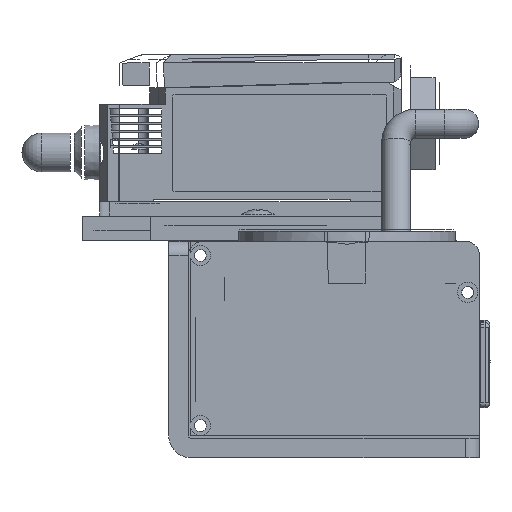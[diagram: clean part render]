
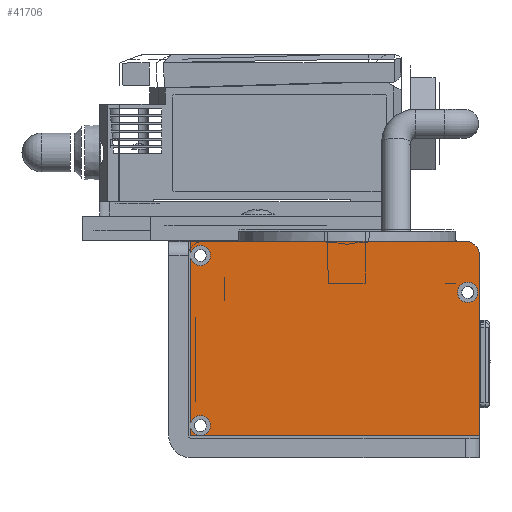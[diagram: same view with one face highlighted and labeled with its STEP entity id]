
A CAD part, front view. The second image highlights one B-rep face of the part: STEP entity #41706.
In plain terms, the highlighted planar face has unit normal (0, -1, 0).
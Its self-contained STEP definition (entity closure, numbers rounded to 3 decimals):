
#1217=FACE_BOUND('',#8570,.T.);
#3191=PLANE('',#59279);
#5725=FACE_OUTER_BOUND('',#8569,.T.);
#8569=EDGE_LOOP('',(#38633,#38634,#38635,#38636,#38637,#38638,#38639,#38640,
#38641));
#8570=EDGE_LOOP('',(#38642));
#9813=CIRCLE('',#59280,2.075);
#9814=CIRCLE('',#59281,2.075);
#9815=CIRCLE('',#59282,3.);
#9816=CIRCLE('',#59283,2.075);
#15614=VERTEX_POINT('',#93956);
#15615=VERTEX_POINT('',#93957);
#15616=VERTEX_POINT('',#93959);
#15617=VERTEX_POINT('',#93961);
#15618=VERTEX_POINT('',#93963);
#15619=VERTEX_POINT('',#93965);
#15620=VERTEX_POINT('',#93967);
#15621=VERTEX_POINT('',#93969);
#15622=VERTEX_POINT('',#93971);
#15623=VERTEX_POINT('',#93974);
#23899=EDGE_CURVE('',#15614,#15615,#9813,.T.);
#23900=EDGE_CURVE('',#15614,#15616,#48666,.T.);
#23901=EDGE_CURVE('',#15617,#15616,#9814,.T.);
#23902=EDGE_CURVE('',#15617,#15618,#48667,.T.);
#23903=EDGE_CURVE('',#15618,#15619,#48668,.T.);
#23904=EDGE_CURVE('',#15619,#15620,#48669,.T.);
#23905=EDGE_CURVE('',#15621,#15620,#9815,.T.);
#23906=EDGE_CURVE('',#15621,#15622,#48670,.T.);
#23907=EDGE_CURVE('',#15622,#15615,#48671,.T.);
#23908=EDGE_CURVE('',#15623,#15623,#9816,.T.);
#38633=ORIENTED_EDGE('',*,*,#23899,.F.);
#38634=ORIENTED_EDGE('',*,*,#23900,.T.);
#38635=ORIENTED_EDGE('',*,*,#23901,.F.);
#38636=ORIENTED_EDGE('',*,*,#23902,.T.);
#38637=ORIENTED_EDGE('',*,*,#23903,.T.);
#38638=ORIENTED_EDGE('',*,*,#23904,.T.);
#38639=ORIENTED_EDGE('',*,*,#23905,.F.);
#38640=ORIENTED_EDGE('',*,*,#23906,.T.);
#38641=ORIENTED_EDGE('',*,*,#23907,.T.);
#38642=ORIENTED_EDGE('',*,*,#23908,.F.);
#41706=ADVANCED_FACE('',(#5725,#1217),#3191,.F.);
#48666=LINE('',#93960,#55535);
#48667=LINE('',#93964,#55536);
#48668=LINE('',#93966,#55537);
#48669=LINE('',#93968,#55538);
#48670=LINE('',#93972,#55539);
#48671=LINE('',#93973,#55540);
#55535=VECTOR('',#73527,33.894);
#55536=VECTOR('',#73530,1.547);
#55537=VECTOR('',#73531,59.5);
#55538=VECTOR('',#73532,37.);
#55539=VECTOR('',#73535,56.5);
#55540=VECTOR('',#73536,2.347);
#59279=AXIS2_PLACEMENT_3D('',#93955,#73523,#73524);
#59280=AXIS2_PLACEMENT_3D('',#93958,#73525,#73526);
#59281=AXIS2_PLACEMENT_3D('',#93962,#73528,#73529);
#59282=AXIS2_PLACEMENT_3D('',#93970,#73533,#73534);
#59283=AXIS2_PLACEMENT_3D('',#93975,#73537,#73538);
#73523=DIRECTION('center_axis',(0.,1.,0.));
#73524=DIRECTION('ref_axis',(-1.,0.,0.));
#73525=DIRECTION('center_axis',(0.,-1.,0.));
#73526=DIRECTION('ref_axis',(-1.,0.,0.));
#73527=DIRECTION('',(0.,0.,-1.));
#73528=DIRECTION('center_axis',(0.,-1.,0.));
#73529=DIRECTION('ref_axis',(-1.,0.,0.));
#73530=DIRECTION('',(0.,0.,-1.));
#73531=DIRECTION('',(1.,0.,0.));
#73532=DIRECTION('',(0.,0.,1.));
#73533=DIRECTION('center_axis',(0.,1.,0.));
#73534=DIRECTION('ref_axis',(0.707,0.,0.707));
#73535=DIRECTION('',(-1.,0.,0.));
#73536=DIRECTION('',(0.,0.,-1.));
#73537=DIRECTION('center_axis',(0.,-1.,0.));
#73538=DIRECTION('ref_axis',(-1.,0.,0.));
#93955=CARTESIAN_POINT('Origin',(0.15,-51.5,-11.502));
#93956=CARTESIAN_POINT('',(-29.6,-51.5,6.045));
#93957=CARTESIAN_POINT('',(-29.6,-51.5,7.151));
#93958=CARTESIAN_POINT('Origin',(-27.6,-51.5,6.598));
#93959=CARTESIAN_POINT('',(-29.6,-51.5,-27.849));
#93960=CARTESIAN_POINT('',(-29.6,-51.5,9.498));
#93961=CARTESIAN_POINT('',(-29.6,-51.5,-28.955));
#93962=CARTESIAN_POINT('Origin',(-27.6,-51.5,-28.402));
#93963=CARTESIAN_POINT('',(-29.6,-51.5,-30.502));
#93964=CARTESIAN_POINT('',(-29.6,-51.5,9.498));
#93965=CARTESIAN_POINT('',(29.9,-51.5,-30.502));
#93966=CARTESIAN_POINT('',(-14.725,-51.5,-30.502));
#93967=CARTESIAN_POINT('',(29.9,-51.5,6.498));
#93968=CARTESIAN_POINT('',(29.9,-51.5,-32.502));
#93969=CARTESIAN_POINT('',(26.9,-51.5,9.498));
#93970=CARTESIAN_POINT('Origin',(26.9,-51.5,6.498));
#93971=CARTESIAN_POINT('',(-29.6,-51.5,9.498));
#93972=CARTESIAN_POINT('',(29.9,-51.5,9.498));
#93973=CARTESIAN_POINT('',(-29.6,-51.5,9.498));
#93974=CARTESIAN_POINT('',(29.475,-51.5,-1.002));
#93975=CARTESIAN_POINT('Origin',(27.4,-51.5,-1.002));
